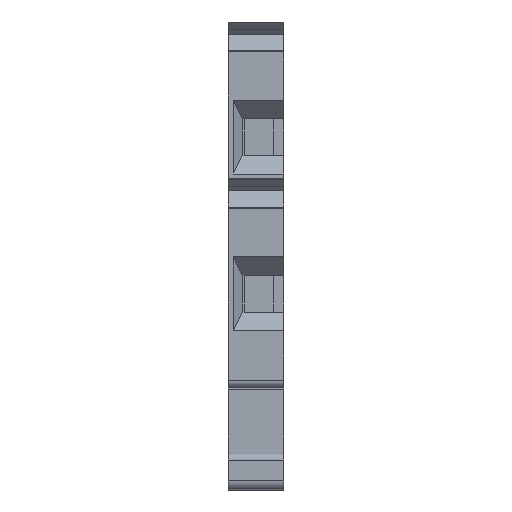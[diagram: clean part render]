
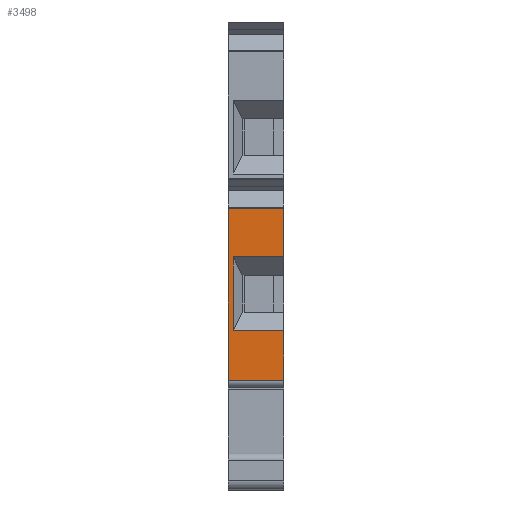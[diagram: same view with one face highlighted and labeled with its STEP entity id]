
A CAD part, left-side view. The second image highlights one B-rep face of the part: STEP entity #3498.
In plain terms, the highlighted planar face has unit normal (-1, 0, 0).
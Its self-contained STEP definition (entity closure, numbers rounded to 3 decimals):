
#481=ORIENTED_EDGE('',*,*,#1424,.T.);
#482=ORIENTED_EDGE('',*,*,#1425,.F.);
#483=ORIENTED_EDGE('',*,*,#1180,.F.);
#484=ORIENTED_EDGE('',*,*,#1426,.T.);
#485=ORIENTED_EDGE('',*,*,#1427,.F.);
#486=ORIENTED_EDGE('',*,*,#1428,.T.);
#487=ORIENTED_EDGE('',*,*,#1429,.T.);
#488=ORIENTED_EDGE('',*,*,#1430,.T.);
#1180=EDGE_CURVE('',#1690,#1688,#2026,.T.);
#1424=EDGE_CURVE('',#1857,#1858,#2222,.T.);
#1425=EDGE_CURVE('',#1688,#1858,#2223,.T.);
#1426=EDGE_CURVE('',#1690,#1859,#2224,.T.);
#1427=EDGE_CURVE('',#1860,#1859,#2225,.T.);
#1428=EDGE_CURVE('',#1860,#1861,#2226,.T.);
#1429=EDGE_CURVE('',#1861,#1862,#2227,.T.);
#1430=EDGE_CURVE('',#1862,#1857,#2228,.T.);
#1688=VERTEX_POINT('',#4887);
#1690=VERTEX_POINT('',#4891);
#1857=VERTEX_POINT('',#5383);
#1858=VERTEX_POINT('',#5384);
#1859=VERTEX_POINT('',#5387);
#1860=VERTEX_POINT('',#5389);
#1861=VERTEX_POINT('',#5391);
#1862=VERTEX_POINT('',#5393);
#2026=LINE('',#4892,#2466);
#2222=LINE('',#5382,#2662);
#2223=LINE('',#5385,#2663);
#2224=LINE('',#5386,#2664);
#2225=LINE('',#5388,#2665);
#2226=LINE('',#5390,#2666);
#2227=LINE('',#5392,#2667);
#2228=LINE('',#5394,#2668);
#2466=VECTOR('',#3918,1000.);
#2662=VECTOR('',#4370,1000.);
#2663=VECTOR('',#4371,1000.);
#2664=VECTOR('',#4372,1000.);
#2665=VECTOR('',#4373,1000.);
#2666=VECTOR('',#4374,1000.);
#2667=VECTOR('',#4375,1000.);
#2668=VECTOR('',#4376,1000.);
#2961=EDGE_LOOP('',(#481,#482,#483,#484,#485,#486,#487,#488));
#3155=FACE_BOUND('',#2961,.T.);
#3324=PLANE('',#3745);
#3498=ADVANCED_FACE('',(#3155),#3324,.T.);
#3745=AXIS2_PLACEMENT_3D('',#5381,#4368,#4369);
#3918=DIRECTION('',(0.,1.,0.));
#4368=DIRECTION('',(-1.,0.,0.));
#4369=DIRECTION('',(0.,0.,1.));
#4370=DIRECTION('',(0.,1.,0.));
#4371=DIRECTION('',(0.,0.,1.));
#4372=DIRECTION('',(0.,0.,1.));
#4373=DIRECTION('',(0.,-1.,0.));
#4374=DIRECTION('',(0.,0.,1.));
#4375=DIRECTION('',(0.,-1.,0.));
#4376=DIRECTION('',(0.,0.,1.));
#4887=CARTESIAN_POINT('',(-25.,0.,-13.5));
#4891=CARTESIAN_POINT('',(-25.,-6.,-13.5));
#4892=CARTESIAN_POINT('',(-25.,-6.,-13.5));
#5381=CARTESIAN_POINT('',(-25.,-6.,5.15));
#5382=CARTESIAN_POINT('',(-25.,-6.,5.15));
#5383=CARTESIAN_POINT('',(-25.,-6.,5.15));
#5384=CARTESIAN_POINT('',(-25.,0.,5.15));
#5385=CARTESIAN_POINT('',(-25.,0.,5.15));
#5386=CARTESIAN_POINT('',(-25.,-6.,5.15));
#5387=CARTESIAN_POINT('',(-25.,-6.,-8.1));
#5388=CARTESIAN_POINT('',(-25.,-1.5,-8.1));
#5389=CARTESIAN_POINT('',(-25.,-0.525,-8.1));
#5390=CARTESIAN_POINT('',(-25.,-0.525,-0.1));
#5391=CARTESIAN_POINT('',(-25.,-0.525,-0.1));
#5392=CARTESIAN_POINT('',(-25.,-1.5,-0.1));
#5393=CARTESIAN_POINT('',(-25.,-6.,-0.1));
#5394=CARTESIAN_POINT('',(-25.,-6.,5.15));
